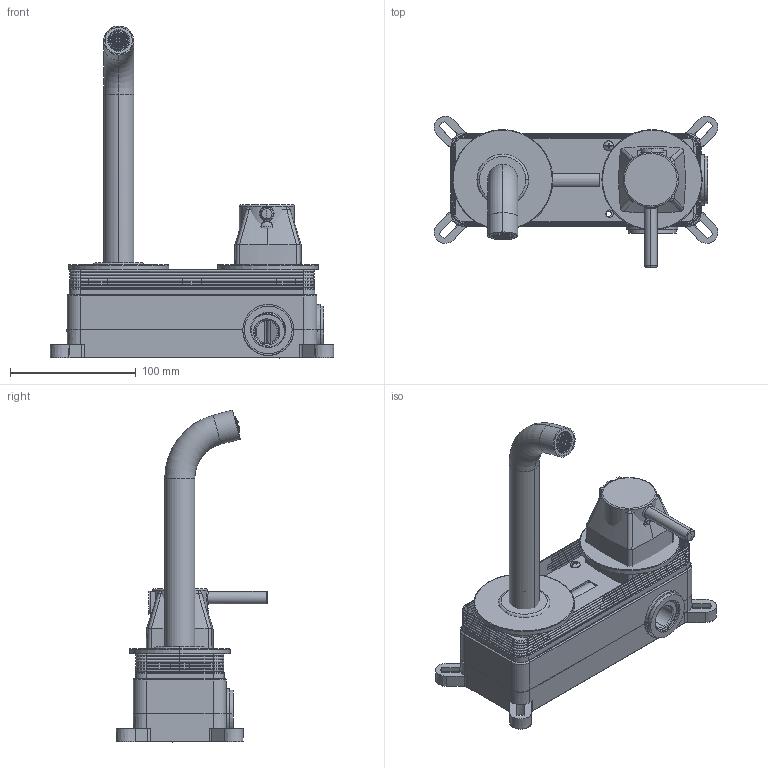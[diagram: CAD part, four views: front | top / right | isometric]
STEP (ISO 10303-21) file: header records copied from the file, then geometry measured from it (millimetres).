
FILE_DESCRIPTION((''),'2;1');
FILE_NAME('BCK3PA_ASM','2024-12-05T',('Administrator'),(''),'PRO/ENGINEER BY PARAMETRIC TECHNOLOGY CORPORATION, 2010430','PRO/ENGINEER BY PARAMETRIC TECHNOLOGY CORPORATION, 2010430','');
FILE_SCHEMA(('CONFIG_CONTROL_DESIGN'));
Products named in the file (26): 2850031; 2850030; 2110416; 2070059; 2610387; 2550069; 2640146; 2710016; 2020004; 2020043; 2240107; 2070001; 2210003; 2850032; 2070010; 2850033; 2070068; 2670423; 2320060; 2070054; 2540163; 2550082; 2550165; 2540162; 2550087; BCK3PA_ASM
Assembly tree (33 placements, depth 2):
  BCK3PA_ASM
    2850031
    2850030  x2
    2110416
    2070059  x2
    2610387
    2550069
    2640146
    2710016
    2020004
    2020043
    2240107
    2070001
    2210003
    2850032
    2070010  x4
    2850033
    2070068  x2
    2670423
    2320060
    2070054
    2540163
    2550082
    2550165  x3
    2540162
    2550087
Bounding box: 226 x 120.61 x 264.49 mm (x, y, z)
Volume: 324007.7 mm3; surface area: 414029.7 mm2
Topology: 35 solids, 35 shells, 3389 faces, 8814 edges, 5674 vertices
Faces by surface type: plane 1873, cylinder 713, cone 331, bspline 209, torus 178, sphere 41, revolution 36, extrusion 8
Entity records: 114945 total; most frequent: CARTESIAN_POINT 36900, ORIENTED_EDGE 16756, DIRECTION 15250, EDGE_CURVE 8378, VERTEX_POINT 5415, AXIS2_PLACEMENT_3D 5304, VECTOR 4606, LINE 4598
